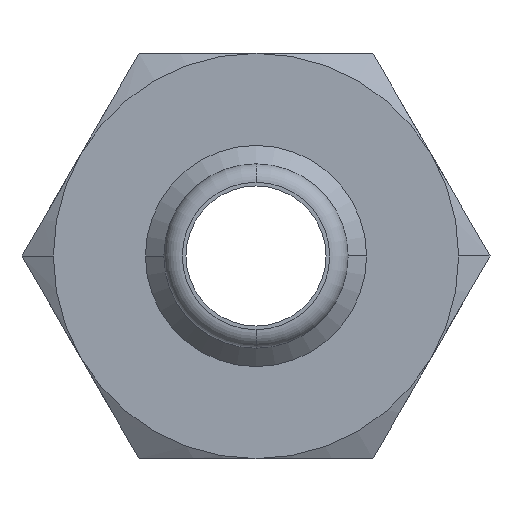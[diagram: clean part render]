
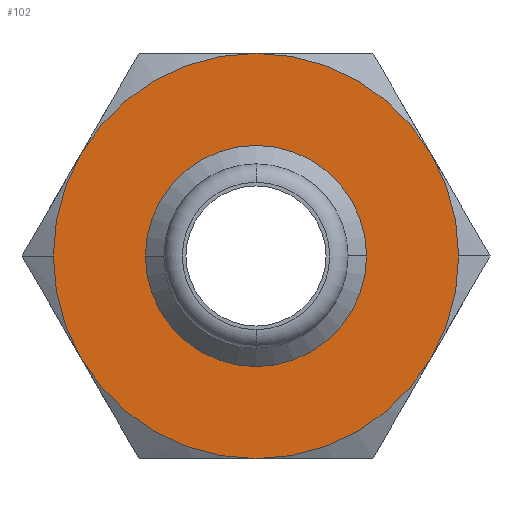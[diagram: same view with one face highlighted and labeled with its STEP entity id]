
A CAD part, front view. The second image highlights one B-rep face of the part: STEP entity #102.
In plain terms, the highlighted planar face has unit normal (0, -1, 0).
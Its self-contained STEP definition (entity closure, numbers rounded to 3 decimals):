
#102=ADVANCED_FACE('',(#237,#238),#239,.T.);
#237=FACE_OUTER_BOUND('',#404,.T.);
#238=FACE_BOUND('',#405,.T.);
#239=PLANE('',#406);
#404=EDGE_LOOP('',(#634,#635,#636,#637,#638,#639,#640,#641));
#405=EDGE_LOOP('',(#642,#643));
#406=AXIS2_PLACEMENT_3D('',#644,#645,#646);
#634=ORIENTED_EDGE('',*,*,#962,.F.);
#635=ORIENTED_EDGE('',*,*,#1019,.F.);
#636=ORIENTED_EDGE('',*,*,#1020,.F.);
#637=ORIENTED_EDGE('',*,*,#1007,.F.);
#638=ORIENTED_EDGE('',*,*,#1021,.F.);
#639=ORIENTED_EDGE('',*,*,#1022,.F.);
#640=ORIENTED_EDGE('',*,*,#1023,.F.);
#641=ORIENTED_EDGE('',*,*,#1024,.F.);
#642=ORIENTED_EDGE('',*,*,#1025,.F.);
#643=ORIENTED_EDGE('',*,*,#1026,.F.);
#644=CARTESIAN_POINT('',(5.5,20.0,0.0));
#645=DIRECTION('',(-0.0,-1.0,-0.0));
#646=DIRECTION('',(-1.0,0.0,0.0));
#962=EDGE_CURVE('',#1130,#1127,#1132,.T.);
#1007=EDGE_CURVE('',#1205,#1207,#1208,.T.);
#1019=EDGE_CURVE('',#1188,#1130,#1220,.T.);
#1020=EDGE_CURVE('',#1207,#1188,#1221,.T.);
#1021=EDGE_CURVE('',#1222,#1205,#1223,.T.);
#1022=EDGE_CURVE('',#1224,#1222,#1225,.T.);
#1023=EDGE_CURVE('',#1226,#1224,#1227,.T.);
#1024=EDGE_CURVE('',#1127,#1226,#1228,.T.);
#1025=EDGE_CURVE('',#1229,#1230,#1231,.T.);
#1026=EDGE_CURVE('',#1230,#1229,#1232,.T.);
#1127=VERTEX_POINT('',#1355);
#1130=VERTEX_POINT('',#1359);
#1132=CIRCLE('',#1372,11.0);
#1188=VERTEX_POINT('',#1458);
#1205=VERTEX_POINT('',#1543);
#1207=VERTEX_POINT('',#1546);
#1208=CIRCLE('',#1547,11.0);
#1220=CIRCLE('',#1595,11.0);
#1221=CIRCLE('',#1596,11.0);
#1222=VERTEX_POINT('',#1597);
#1223=CIRCLE('',#1598,11.0);
#1224=VERTEX_POINT('',#1599);
#1225=CIRCLE('',#1600,11.0);
#1226=VERTEX_POINT('',#1601);
#1227=CIRCLE('',#1602,11.0);
#1228=CIRCLE('',#1603,11.0);
#1229=VERTEX_POINT('',#1604);
#1230=VERTEX_POINT('',#1605);
#1231=CIRCLE('',#1606,6.0);
#1232=CIRCLE('',#1607,6.0);
#1355=CARTESIAN_POINT('',(11.0,20.0,0.));
#1359=CARTESIAN_POINT('',(9.526,20.0,5.5));
#1372=AXIS2_PLACEMENT_3D('',#1876,#1877,#1878);
#1458=CARTESIAN_POINT('',(0.,20.0,11.0));
#1543=CARTESIAN_POINT('',(-11.0,20.0,0.));
#1546=CARTESIAN_POINT('',(-9.526,20.0,5.5));
#1547=AXIS2_PLACEMENT_3D('',#1938,#1939,#1940);
#1595=AXIS2_PLACEMENT_3D('',#1950,#1951,#1952);
#1596=AXIS2_PLACEMENT_3D('',#1953,#1954,#1955);
#1597=CARTESIAN_POINT('',(-9.526,20.0,-5.5));
#1598=AXIS2_PLACEMENT_3D('',#1956,#1957,#1958);
#1599=CARTESIAN_POINT('',(0.0,20.0,-11.0));
#1600=AXIS2_PLACEMENT_3D('',#1959,#1960,#1961);
#1601=CARTESIAN_POINT('',(9.526,20.0,-5.5));
#1602=AXIS2_PLACEMENT_3D('',#1962,#1963,#1964);
#1603=AXIS2_PLACEMENT_3D('',#1965,#1966,#1967);
#1604=CARTESIAN_POINT('',(-6.0,20.0,0.));
#1605=CARTESIAN_POINT('',(6.0,20.0,0.));
#1606=AXIS2_PLACEMENT_3D('',#1968,#1969,#1970);
#1607=AXIS2_PLACEMENT_3D('',#1971,#1972,#1973);
#1876=CARTESIAN_POINT('',(0.0,20.0,0.0));
#1877=DIRECTION('',(-0.0,1.0,0.0));
#1878=DIRECTION('',(1.0,0.0,0.0));
#1938=CARTESIAN_POINT('',(0.0,20.0,0.0));
#1939=DIRECTION('',(-0.0,1.0,0.0));
#1940=DIRECTION('',(1.0,0.0,0.0));
#1950=CARTESIAN_POINT('',(0.0,20.0,0.0));
#1951=DIRECTION('',(-0.0,1.0,0.0));
#1952=DIRECTION('',(1.0,0.0,0.0));
#1953=CARTESIAN_POINT('',(0.0,20.0,0.0));
#1954=DIRECTION('',(-0.0,1.0,0.0));
#1955=DIRECTION('',(1.0,0.0,0.0));
#1956=CARTESIAN_POINT('',(0.0,20.0,0.0));
#1957=DIRECTION('',(-0.0,1.0,0.0));
#1958=DIRECTION('',(1.0,0.0,0.0));
#1959=CARTESIAN_POINT('',(0.0,20.0,0.0));
#1960=DIRECTION('',(-0.0,1.0,0.0));
#1961=DIRECTION('',(1.0,0.0,0.0));
#1962=CARTESIAN_POINT('',(0.0,20.0,0.0));
#1963=DIRECTION('',(-0.0,1.0,0.0));
#1964=DIRECTION('',(1.0,0.0,0.0));
#1965=CARTESIAN_POINT('',(0.0,20.0,0.0));
#1966=DIRECTION('',(-0.0,1.0,0.0));
#1967=DIRECTION('',(1.0,0.0,0.0));
#1968=CARTESIAN_POINT('',(0.0,20.0,0.0));
#1969=DIRECTION('',(0.0,-1.0,0.0));
#1970=DIRECTION('',(1.0,0.0,0.0));
#1971=CARTESIAN_POINT('',(0.0,20.0,0.0));
#1972=DIRECTION('',(0.0,-1.0,0.0));
#1973=DIRECTION('',(1.0,0.0,0.0));
